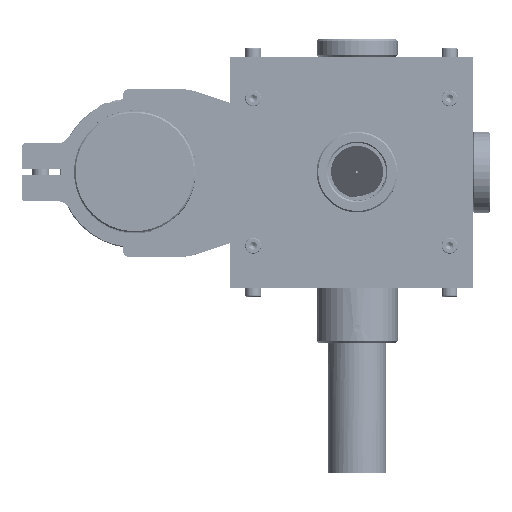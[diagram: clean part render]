
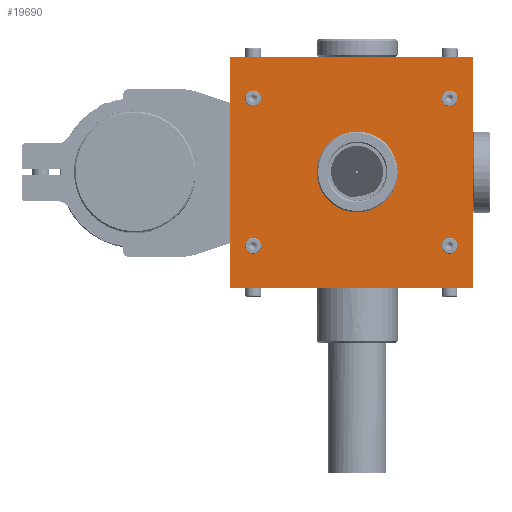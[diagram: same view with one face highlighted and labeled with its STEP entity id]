
A CAD part, top view. The second image highlights one B-rep face of the part: STEP entity #19690.
In plain terms, the highlighted planar face has unit normal (0, 0, 1).
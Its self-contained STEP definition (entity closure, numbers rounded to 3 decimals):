
#1640=FACE_BOUND('',#6449,.T.);
#1641=FACE_BOUND('',#6450,.T.);
#1642=FACE_BOUND('',#6451,.T.);
#1643=FACE_BOUND('',#6452,.T.);
#1644=FACE_BOUND('',#6453,.T.);
#1972=LINE('',#27608,#3411);
#2076=LINE('',#28419,#3515);
#2084=LINE('',#28434,#3523);
#2087=LINE('',#28455,#3526);
#3411=VECTOR('',#22987,10.);
#3515=VECTOR('',#23423,10.);
#3523=VECTOR('',#23433,10.);
#3526=VECTOR('',#23456,10.);
#4729=PLANE('',#21086);
#5317=FACE_OUTER_BOUND('',#6448,.T.);
#6448=EDGE_LOOP('',(#14086,#14087,#14088,#14089));
#6449=EDGE_LOOP('',(#14090,#14091));
#6450=EDGE_LOOP('',(#14092,#14093));
#6451=EDGE_LOOP('',(#14094,#14095));
#6452=EDGE_LOOP('',(#14096,#14097));
#6453=EDGE_LOOP('',(#14098));
#7331=CIRCLE('',#20590,2.75);
#7332=CIRCLE('',#20591,2.75);
#7339=CIRCLE('',#20608,2.75);
#7340=CIRCLE('',#20609,2.75);
#7507=CIRCLE('',#20922,14.);
#7602=CIRCLE('',#21087,2.75);
#7603=CIRCLE('',#21088,2.75);
#7604=CIRCLE('',#21089,2.75);
#7605=CIRCLE('',#21090,2.75);
#7919=VERTEX_POINT('',#26493);
#7920=VERTEX_POINT('',#26494);
#7940=VERTEX_POINT('',#26567);
#7941=VERTEX_POINT('',#26568);
#8205=VERTEX_POINT('',#27606);
#8206=VERTEX_POINT('',#27607);
#8225=VERTEX_POINT('',#27699);
#8356=VERTEX_POINT('',#28417);
#8357=VERTEX_POINT('',#28418);
#8376=VERTEX_POINT('',#28465);
#8377=VERTEX_POINT('',#28466);
#8378=VERTEX_POINT('',#28469);
#8379=VERTEX_POINT('',#28470);
#9753=EDGE_CURVE('',#7919,#7920,#7331,.T.);
#9754=EDGE_CURVE('',#7920,#7919,#7332,.T.);
#9782=EDGE_CURVE('',#7940,#7941,#7339,.T.);
#9783=EDGE_CURVE('',#7941,#7940,#7340,.T.);
#10158=EDGE_CURVE('',#8205,#8206,#1972,.T.);
#10185=EDGE_CURVE('',#8225,#8225,#7507,.T.);
#10378=EDGE_CURVE('',#8356,#8357,#2076,.T.);
#10386=EDGE_CURVE('',#8356,#8206,#2084,.T.);
#10397=EDGE_CURVE('',#8205,#8357,#2087,.T.);
#10402=EDGE_CURVE('',#8376,#8377,#7602,.T.);
#10403=EDGE_CURVE('',#8377,#8376,#7603,.T.);
#10404=EDGE_CURVE('',#8378,#8379,#7604,.T.);
#10405=EDGE_CURVE('',#8379,#8378,#7605,.T.);
#14086=ORIENTED_EDGE('',*,*,#10397,.T.);
#14087=ORIENTED_EDGE('',*,*,#10378,.F.);
#14088=ORIENTED_EDGE('',*,*,#10386,.T.);
#14089=ORIENTED_EDGE('',*,*,#10158,.F.);
#14090=ORIENTED_EDGE('',*,*,#10402,.T.);
#14091=ORIENTED_EDGE('',*,*,#10403,.T.);
#14092=ORIENTED_EDGE('',*,*,#9753,.T.);
#14093=ORIENTED_EDGE('',*,*,#9754,.T.);
#14094=ORIENTED_EDGE('',*,*,#10404,.T.);
#14095=ORIENTED_EDGE('',*,*,#10405,.T.);
#14096=ORIENTED_EDGE('',*,*,#9782,.T.);
#14097=ORIENTED_EDGE('',*,*,#9783,.T.);
#14098=ORIENTED_EDGE('',*,*,#10185,.T.);
#19690=ADVANCED_FACE('',(#5317,#1640,#1641,#1642,#1643,#1644),#4729,.T.);
#20590=AXIS2_PLACEMENT_3D('',#26495,#22169,#22170);
#20591=AXIS2_PLACEMENT_3D('',#26496,#22171,#22172);
#20608=AXIS2_PLACEMENT_3D('',#26569,#22219,#22220);
#20609=AXIS2_PLACEMENT_3D('',#26570,#22221,#22222);
#20922=AXIS2_PLACEMENT_3D('',#27700,#23038,#23039);
#21086=AXIS2_PLACEMENT_3D('',#28464,#23465,#23466);
#21087=AXIS2_PLACEMENT_3D('',#28467,#23467,#23468);
#21088=AXIS2_PLACEMENT_3D('',#28468,#23469,#23470);
#21089=AXIS2_PLACEMENT_3D('',#28471,#23471,#23472);
#21090=AXIS2_PLACEMENT_3D('',#28472,#23473,#23474);
#22169=DIRECTION('center_axis',(0.,0.,
-1.));
#22170=DIRECTION('ref_axis',(-1.,0.,0.));
#22171=DIRECTION('center_axis',(0.,0.,
-1.));
#22172=DIRECTION('ref_axis',(-1.,0.,0.));
#22219=DIRECTION('center_axis',(0.,0.,
-1.));
#22220=DIRECTION('ref_axis',(-1.,0.,0.));
#22221=DIRECTION('center_axis',(0.,0.,
-1.));
#22222=DIRECTION('ref_axis',(-1.,0.,0.));
#22987=DIRECTION('',(0.,-1.,0.));
#23038=DIRECTION('center_axis',(0.,0.,
-1.));
#23039=DIRECTION('ref_axis',(0.,1.,0.));
#23423=DIRECTION('',(0.,1.,0.));
#23433=DIRECTION('',(1.,0.,0.));
#23456=DIRECTION('',(-1.,0.,0.));
#23465=DIRECTION('center_axis',(0.,0.,
1.));
#23466=DIRECTION('ref_axis',(0.,1.,0.));
#23467=DIRECTION('center_axis',(0.,0.,
-1.));
#23468=DIRECTION('ref_axis',(-1.,0.,0.));
#23469=DIRECTION('center_axis',(0.,0.,
-1.));
#23470=DIRECTION('ref_axis',(-1.,0.,0.));
#23471=DIRECTION('center_axis',(0.,0.,
-1.));
#23472=DIRECTION('ref_axis',(-1.,0.,0.));
#23473=DIRECTION('center_axis',(0.,0.,
-1.));
#23474=DIRECTION('ref_axis',(-1.,0.,0.));
#26493=CARTESIAN_POINT('',(-47.25,-16.898,195.986));
#26494=CARTESIAN_POINT('',(-41.75,-16.898,195.986));
#26495=CARTESIAN_POINT('Origin',(-44.5,-16.898,195.986));
#26496=CARTESIAN_POINT('Origin',(-44.5,-16.898,195.986));
#26567=CARTESIAN_POINT('',(20.75,-16.898,195.986));
#26568=CARTESIAN_POINT('',(26.25,-16.898,195.986));
#26569=CARTESIAN_POINT('Origin',(23.5,-16.898,195.986));
#26570=CARTESIAN_POINT('Origin',(23.5,-16.898,195.986));
#27606=CARTESIAN_POINT('',(31.5,48.602,195.986));
#27607=CARTESIAN_POINT('',(31.5,-31.398,195.986));
#27608=CARTESIAN_POINT('',(31.5,48.602,195.986));
#27699=CARTESIAN_POINT('',(-8.5,-5.398,195.986));
#27700=CARTESIAN_POINT('Origin',(-8.5,8.602,195.986));
#28417=CARTESIAN_POINT('',(-52.5,-31.398,195.986));
#28418=CARTESIAN_POINT('',(-52.5,48.602,195.986));
#28419=CARTESIAN_POINT('',(-52.5,48.602,195.986));
#28434=CARTESIAN_POINT('',(-50.5,-31.398,195.986));
#28455=CARTESIAN_POINT('',(-50.5,48.602,195.986));
#28464=CARTESIAN_POINT('Origin',(-50.5,-31.398,195.986));
#28465=CARTESIAN_POINT('',(-47.25,34.102,195.986));
#28466=CARTESIAN_POINT('',(-41.75,34.102,195.986));
#28467=CARTESIAN_POINT('Origin',(-44.5,34.102,195.986));
#28468=CARTESIAN_POINT('Origin',(-44.5,34.102,195.986));
#28469=CARTESIAN_POINT('',(20.75,34.102,195.986));
#28470=CARTESIAN_POINT('',(26.25,34.102,195.986));
#28471=CARTESIAN_POINT('Origin',(23.5,34.102,195.986));
#28472=CARTESIAN_POINT('Origin',(23.5,34.102,195.986));
